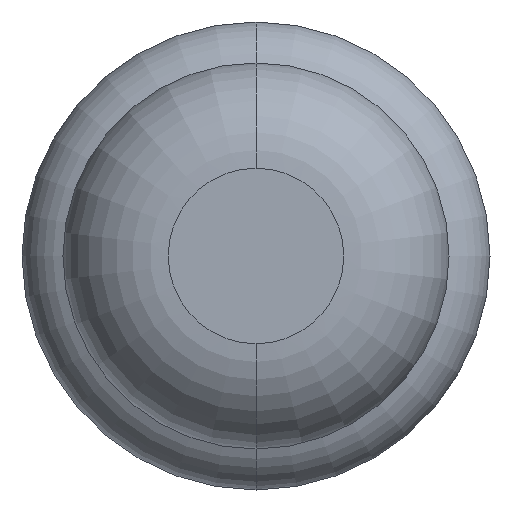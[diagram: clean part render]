
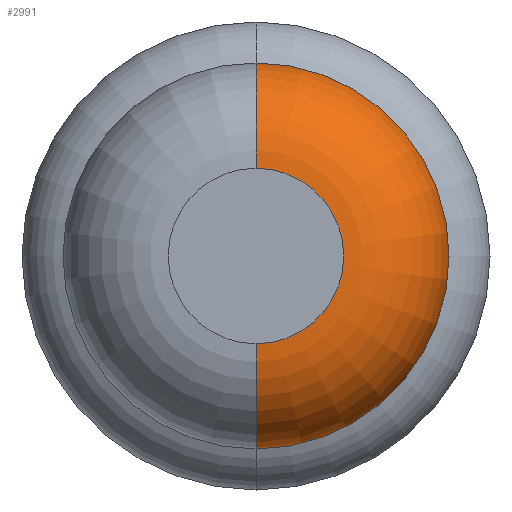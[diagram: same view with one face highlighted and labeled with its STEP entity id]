
A CAD part, front view. The second image highlights one B-rep face of the part: STEP entity #2991.
In plain terms, the highlighted toroidal (fillet/blend) face has major radius 0.375 mm and minor radius 0.45 mm.
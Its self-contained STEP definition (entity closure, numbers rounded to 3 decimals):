
#65 = VERTEX_POINT ( 'NONE', #2797 ) ;
#78 = CARTESIAN_POINT ( 'NONE',  ( 0., -25.55, 0.375 ) ) ;
#181 = DIRECTION ( 'NONE',  ( 0., 1., 0. ) ) ;
#198 = DIRECTION ( 'NONE',  ( 0., 0., -1. ) ) ;
#232 = ORIENTED_EDGE ( 'NONE', *, *, #1282, .T. ) ;
#233 = CARTESIAN_POINT ( 'NONE',  ( 0., -25.55, -0.825 ) ) ;
#243 = CARTESIAN_POINT ( 'NONE',  ( 0., -25.55, -0.375 ) ) ;
#545 = AXIS2_PLACEMENT_3D ( 'NONE', #1212, #2475, #2996 ) ;
#577 = DIRECTION ( 'NONE',  ( 0., 0., 1. ) ) ;
#733 = CARTESIAN_POINT ( 'NONE',  ( 0., -25.55, 0. ) ) ;
#735 = DIRECTION ( 'NONE',  ( 1., 0., 0. ) ) ;
#745 = DIRECTION ( 'NONE',  ( 0., 1., 0. ) ) ;
#827 = CIRCLE ( 'NONE', #2983, 0.45 ) ;
#837 = ORIENTED_EDGE ( 'NONE', *, *, #1025, .F. ) ;
#981 = EDGE_LOOP ( 'NONE', ( #1322, #232, #837, #2114 ) ) ;
#1025 = EDGE_CURVE ( 'Defeature ausgef�hrt3_8+Defeature ausgef�hrt3_7+Defeature ausgef�hrt3_7+Defeature ausgef�hrt3_7', #2350, #1124, #2642, .T. ) ;
#1085 = CARTESIAN_POINT ( 'NONE',  ( 0., -26., 0.375 ) ) ;
#1124 = VERTEX_POINT ( 'NONE', #233 ) ;
#1155 = AXIS2_PLACEMENT_3D ( 'NONE', #1475, #181, #2699 ) ;
#1212 = CARTESIAN_POINT ( 'NONE',  ( 0., -25.55, 0. ) ) ;
#1282 = EDGE_CURVE ( 'NONE', #65, #1124, #1520, .T. ) ;
#1322 = ORIENTED_EDGE ( 'NONE', *, *, #1759, .T. ) ;
#1398 = AXIS2_PLACEMENT_3D ( 'NONE', #733, #745, #1715 ) ;
#1475 = CARTESIAN_POINT ( 'NONE',  ( 0., -26., 0. ) ) ;
#1520 = CIRCLE ( 'NONE', #1570, 0.45 ) ;
#1547 = EDGE_CURVE ( 'NONE', #2683, #2350, #827, .T. ) ;
#1570 = AXIS2_PLACEMENT_3D ( 'NONE', #243, #735, #198 ) ;
#1715 = DIRECTION ( 'NONE',  ( 0., 0., 1. ) ) ;
#1759 = EDGE_CURVE ( 'Defeature ausgef�hrt3_7+Defeature ausgef�hrt3_6+Defeature ausgef�hrt3_6+Defeature ausgef�hrt3_6', #2683, #65, #2169, .T. ) ;
#2114 = ORIENTED_EDGE ( 'NONE', *, *, #1547, .F. ) ;
#2169 = CIRCLE ( 'NONE', #1155, 0.375 ) ;
#2312 = CARTESIAN_POINT ( 'NONE',  ( 0., -25.55, 0.825 ) ) ;
#2350 = VERTEX_POINT ( 'NONE', #2312 ) ;
#2366 = DIRECTION ( 'NONE',  ( -1., 0., 0. ) ) ;
#2475 = DIRECTION ( 'NONE',  ( 0., 1., 0. ) ) ;
#2642 = CIRCLE ( 'NONE', #1398, 0.825 ) ;
#2683 = VERTEX_POINT ( 'NONE', #1085 ) ;
#2699 = DIRECTION ( 'NONE',  ( 0., 0., 1. ) ) ;
#2797 = CARTESIAN_POINT ( 'NONE',  ( 0., -26., -0.375 ) ) ;
#2960 = TOROIDAL_SURFACE ( 'NONE', #545, 0.375, 0.45 ) ;
#2964 = FACE_OUTER_BOUND ( 'NONE', #981, .T. ) ;
#2983 = AXIS2_PLACEMENT_3D ( 'NONE', #78, #2366, #577 ) ;
#2991 = ADVANCED_FACE ( 'Defeature ausgef�hrt3_7', ( #2964 ), #2960, .T. ) ;
#2996 = DIRECTION ( 'NONE',  ( 0., 0., 1. ) ) ;
